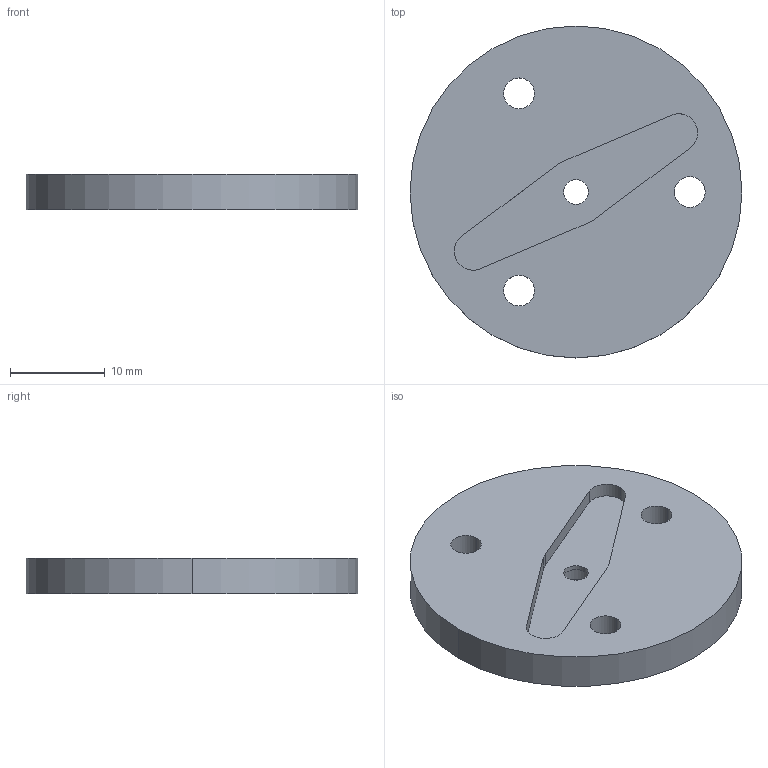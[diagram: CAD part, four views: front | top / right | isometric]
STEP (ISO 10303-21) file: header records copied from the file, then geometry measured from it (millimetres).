
FILE_DESCRIPTION (( 'STEP AP214' ), '1' );
FILE_NAME ('ServoDiscDef.STEP', '2019-09-06T08:37:39', ( '' ), ( '' ), 'SwSTEP 2.0', 'SolidWorks 2019', '' );
FILE_SCHEMA (( 'AUTOMOTIVE_DESIGN' ));
Length unit declared in the file: millimetre
Products named in the file (1): ServoDiscDef
Bounding box: 35 x 35 x 3.78 mm (x, y, z)
Volume: 3292.1 mm3; surface area: 2516.3 mm2
Topology: 1 solids, 1 shells, 25 faces, 63 edges, 42 vertices
Faces by surface type: cylinder 17, plane 8
Entity records: 821 total; most frequent: DIRECTION 149, CARTESIAN_POINT 131, ORIENTED_EDGE 126, EDGE_CURVE 63, AXIS2_PLACEMENT_3D 60, VERTEX_POINT 42, EDGE_LOOP 35, CIRCLE 34
